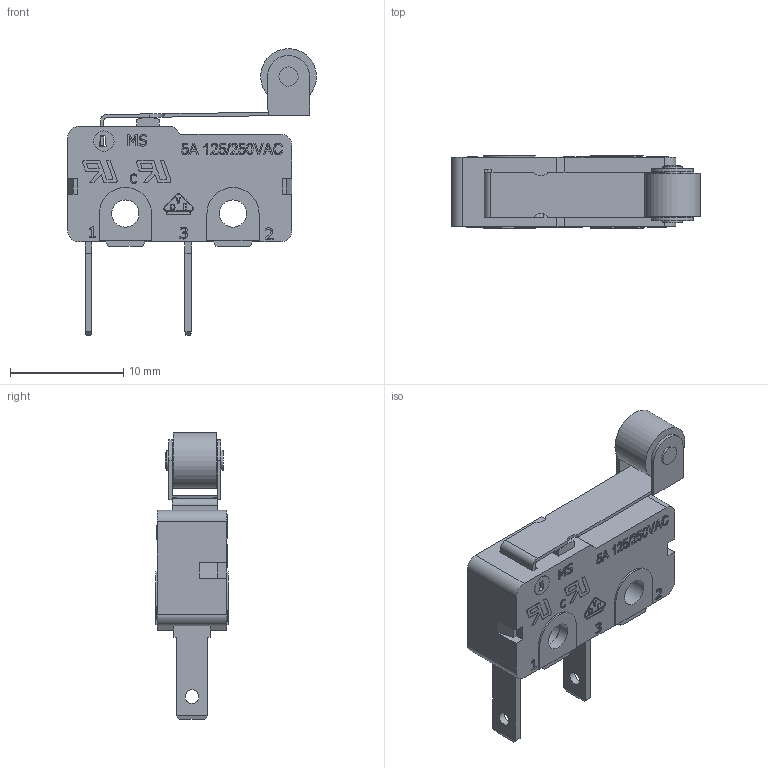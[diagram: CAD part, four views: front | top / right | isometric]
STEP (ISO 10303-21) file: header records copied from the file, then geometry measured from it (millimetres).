
FILE_DESCRIPTION((' '),'2;1');
FILE_NAME('MS085xx05FxxxC1C.stp','2017-08-02T15:56:59',(' '),(' '),' ','ACIS',' ');
FILE_SCHEMA(('CONFIG_CONTROL_DESIGN'));
Length unit declared in the file: inch
Products named in the file (1): MS085xx05FxxxC1C.stp
Bounding box: 21.96 x 6.4 x 25.31 mm (x, y, z)
Volume: 890.7 mm3; surface area: 1830.9 mm2
Topology: 1 solids, 3 shells, 765 faces, 2081 edges, 1382 vertices
Faces by surface type: plane 498, bspline 218, cylinder 49
Full cylindrical faces by diameter (mm): 1.2 x2, 1.4 x3, 1.7 x2, 1.8 x1, 2.4 x2, 2.5 x1, 4.92 x1
Entity records: 25087 total; most frequent: CARTESIAN_POINT 7081, ORIENTED_EDGE 4134, DIRECTION 2826, EDGE_CURVE 2067, VECTOR 1532, LINE 1532, VERTEX_POINT 1380, EDGE_LOOP 853
